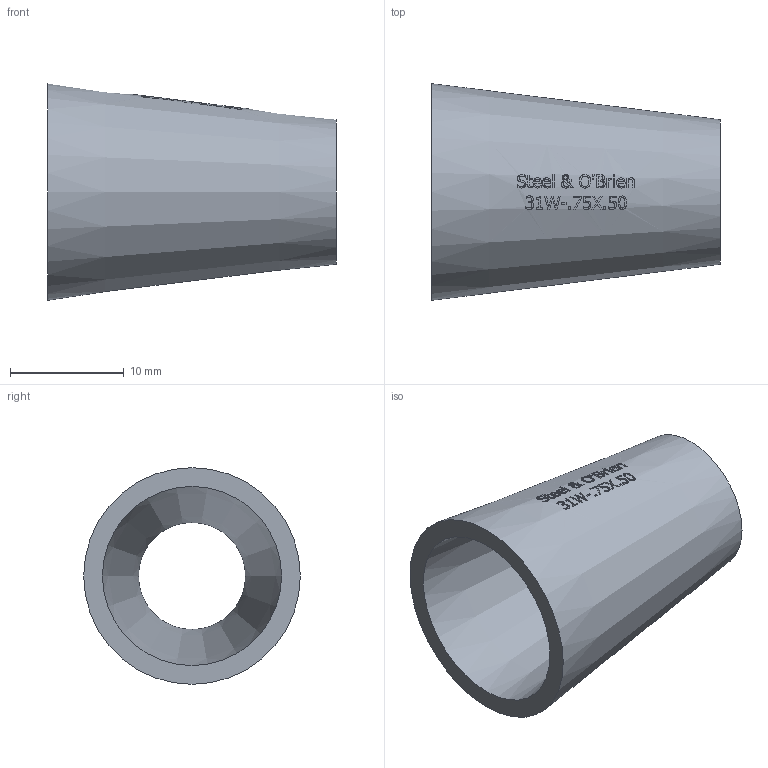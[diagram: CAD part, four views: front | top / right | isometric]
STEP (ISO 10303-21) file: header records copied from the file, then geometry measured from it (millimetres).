
FILE_DESCRIPTION(/* description */ (''),/* implementation_level */ '2;1');
FILE_NAME(/* name */ '31W-.75X.50.stp',/* time_stamp */ '2019-07-30T14:33:50-04:00',/* author */ ('rick'),/* organization */ (''),/* preprocessor_version */ 'ST-DEVELOPER v15.2',/* originating_system */ 'Autodesk Inventor 2014',/* authorisation */ '');
FILE_SCHEMA (('AUTOMOTIVE_DESIGN { 1 0 10303 214 3 1 1 }'));
Length unit declared in the file: inch
Products named in the file (1): 31W-.75X.50
Bounding box: 25.4 x 19.05 x 19.05 mm (x, y, z)
Volume: 1873 mm3; surface area: 2448.8 mm2
Topology: 1 solids, 1 shells, 371 faces, 1005 edges, 670 vertices
Faces by surface type: bspline 177, plane 158, cone 36
Entity records: 14931 total; most frequent: CARTESIAN_POINT 6572, ORIENTED_EDGE 2006, DIRECTION 1211, EDGE_CURVE 1003, VERTEX_POINT 670, LINE 477, VECTOR 477, EDGE_LOOP 409
